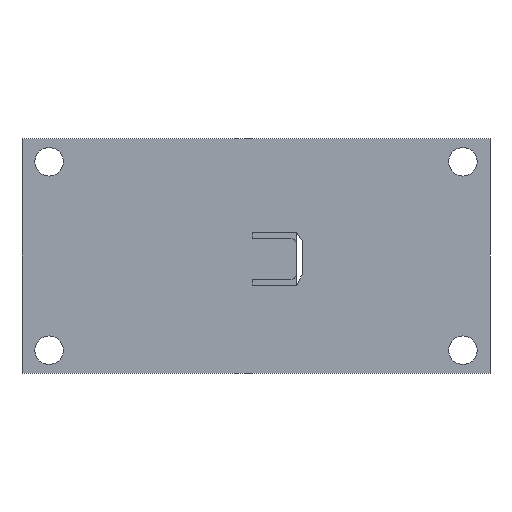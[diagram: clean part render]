
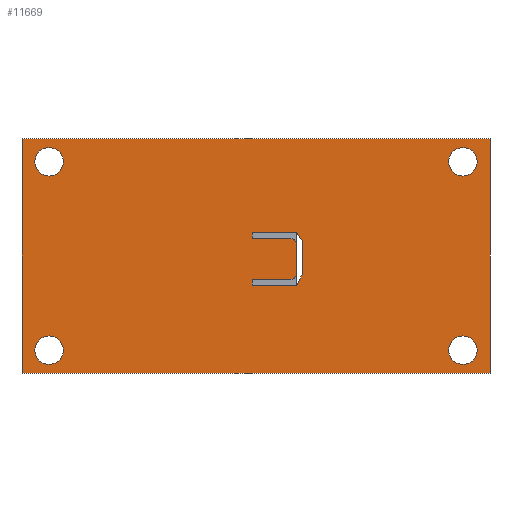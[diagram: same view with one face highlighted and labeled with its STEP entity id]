
A CAD part, front view. The second image highlights one B-rep face of the part: STEP entity #11669.
In plain terms, the highlighted planar face has unit normal (0, -1, 0).
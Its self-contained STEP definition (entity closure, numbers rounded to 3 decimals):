
#42=FACE_BOUND('',#1832,.T.);
#43=FACE_BOUND('',#1833,.T.);
#44=FACE_BOUND('',#1834,.T.);
#45=FACE_BOUND('',#1835,.T.);
#46=FACE_BOUND('',#1836,.T.);
#78=CIRCLE('',#12531,1.55);
#80=CIRCLE('',#12534,1.55);
#82=CIRCLE('',#12537,1.55);
#84=CIRCLE('',#12540,1.55);
#86=CIRCLE('',#12547,0.75);
#88=CIRCLE('',#12552,0.75);
#515=PLANE('',#12559);
#1134=FACE_OUTER_BOUND('',#1831,.T.);
#1831=EDGE_LOOP('',(#9046,#9047,#9048,#9049));
#1832=EDGE_LOOP('',(#9050));
#1833=EDGE_LOOP('',(#9051));
#1834=EDGE_LOOP('',(#9052));
#1835=EDGE_LOOP('',(#9053));
#1836=EDGE_LOOP('',(#9054,#9055,#9056,#9057,#9058,#9059,#9060,#9061,#9062,
#9063,#9064,#9065));
#2762=LINE('',#17459,#4196);
#2764=LINE('',#17463,#4198);
#2769=LINE('',#17472,#4203);
#2771=LINE('',#17475,#4205);
#2776=LINE('',#17490,#4210);
#2788=LINE('',#17518,#4222);
#2790=LINE('',#17523,#4224);
#2792=LINE('',#17526,#4226);
#2793=LINE('',#17529,#4227);
#2795=LINE('',#17533,#4229);
#2797=LINE('',#17537,#4231);
#2799=LINE('',#17541,#4233);
#2800=LINE('',#17543,#4234);
#2801=LINE('',#17544,#4235);
#4196=VECTOR('',#14111,10.);
#4198=VECTOR('',#14115,10.);
#4203=VECTOR('',#14122,10.);
#4205=VECTOR('',#14126,10.);
#4210=VECTOR('',#14139,10.);
#4222=VECTOR('',#14161,10.);
#4224=VECTOR('',#14165,10.);
#4226=VECTOR('',#14169,10.);
#4227=VECTOR('',#14172,10.);
#4229=VECTOR('',#14176,10.);
#4231=VECTOR('',#14180,10.);
#4233=VECTOR('',#14184,10.);
#4234=VECTOR('',#14185,10.);
#4235=VECTOR('',#14186,10.);
#5605=VERTEX_POINT('',#17431);
#5607=VERTEX_POINT('',#17437);
#5609=VERTEX_POINT('',#17443);
#5611=VERTEX_POINT('',#17449);
#5614=VERTEX_POINT('',#17456);
#5615=VERTEX_POINT('',#17458);
#5616=VERTEX_POINT('',#17462);
#5619=VERTEX_POINT('',#17470);
#5622=VERTEX_POINT('',#17480);
#5623=VERTEX_POINT('',#17482);
#5625=VERTEX_POINT('',#17488);
#5635=VERTEX_POINT('',#17512);
#5636=VERTEX_POINT('',#17516);
#5637=VERTEX_POINT('',#17520);
#5638=VERTEX_POINT('',#17522);
#5639=VERTEX_POINT('',#17528);
#5640=VERTEX_POINT('',#17532);
#5641=VERTEX_POINT('',#17536);
#5642=VERTEX_POINT('',#17540);
#5643=VERTEX_POINT('',#17542);
#6854=EDGE_CURVE('',#5605,#5605,#78,.T.);
#6857=EDGE_CURVE('',#5607,#5607,#80,.T.);
#6860=EDGE_CURVE('',#5609,#5609,#82,.T.);
#6863=EDGE_CURVE('',#5611,#5611,#84,.T.);
#6866=EDGE_CURVE('',#5615,#5614,#2762,.T.);
#6868=EDGE_CURVE('',#5616,#5615,#2764,.T.);
#6873=EDGE_CURVE('',#5614,#5619,#2769,.T.);
#6875=EDGE_CURVE('',#5619,#5616,#2771,.T.);
#6878=EDGE_CURVE('',#5622,#5623,#86,.T.);
#6882=EDGE_CURVE('',#5622,#5625,#2776,.T.);
#6893=EDGE_CURVE('',#5635,#5625,#88,.T.);
#6896=EDGE_CURVE('',#5635,#5636,#2788,.T.);
#6898=EDGE_CURVE('',#5638,#5637,#2790,.T.);
#6900=EDGE_CURVE('',#5636,#5638,#2792,.T.);
#6901=EDGE_CURVE('',#5639,#5623,#2793,.T.);
#6903=EDGE_CURVE('',#5640,#5639,#2795,.T.);
#6905=EDGE_CURVE('',#5641,#5640,#2797,.T.);
#6907=EDGE_CURVE('',#5637,#5642,#2799,.T.);
#6908=EDGE_CURVE('',#5642,#5643,#2800,.T.);
#6909=EDGE_CURVE('',#5643,#5641,#2801,.T.);
#9046=ORIENTED_EDGE('',*,*,#6866,.T.);
#9047=ORIENTED_EDGE('',*,*,#6873,.T.);
#9048=ORIENTED_EDGE('',*,*,#6875,.T.);
#9049=ORIENTED_EDGE('',*,*,#6868,.T.);
#9050=ORIENTED_EDGE('',*,*,#6854,.T.);
#9051=ORIENTED_EDGE('',*,*,#6857,.T.);
#9052=ORIENTED_EDGE('',*,*,#6860,.T.);
#9053=ORIENTED_EDGE('',*,*,#6863,.T.);
#9054=ORIENTED_EDGE('',*,*,#6878,.F.);
#9055=ORIENTED_EDGE('',*,*,#6882,.T.);
#9056=ORIENTED_EDGE('',*,*,#6893,.F.);
#9057=ORIENTED_EDGE('',*,*,#6896,.T.);
#9058=ORIENTED_EDGE('',*,*,#6900,.T.);
#9059=ORIENTED_EDGE('',*,*,#6898,.T.);
#9060=ORIENTED_EDGE('',*,*,#6907,.T.);
#9061=ORIENTED_EDGE('',*,*,#6908,.T.);
#9062=ORIENTED_EDGE('',*,*,#6909,.T.);
#9063=ORIENTED_EDGE('',*,*,#6905,.T.);
#9064=ORIENTED_EDGE('',*,*,#6903,.T.);
#9065=ORIENTED_EDGE('',*,*,#6901,.T.);
#11669=ADVANCED_FACE('',(#1134,#42,#43,#44,#45,#46),#515,.F.);
#12531=AXIS2_PLACEMENT_3D('',#17433,#14084,#14085);
#12534=AXIS2_PLACEMENT_3D('',#17439,#14091,#14092);
#12537=AXIS2_PLACEMENT_3D('',#17445,#14098,#14099);
#12540=AXIS2_PLACEMENT_3D('',#17451,#14105,#14106);
#12547=AXIS2_PLACEMENT_3D('',#17483,#14132,#14133);
#12552=AXIS2_PLACEMENT_3D('',#17513,#14155,#14156);
#12559=AXIS2_PLACEMENT_3D('',#17539,#14182,#14183);
#14084=DIRECTION('center_axis',(0.,1.,0.));
#14085=DIRECTION('ref_axis',(-1.,0.,0.));
#14091=DIRECTION('center_axis',(0.,1.,0.));
#14092=DIRECTION('ref_axis',(-1.,0.,0.));
#14098=DIRECTION('center_axis',(0.,1.,0.));
#14099=DIRECTION('ref_axis',(-1.,0.,0.));
#14105=DIRECTION('center_axis',(0.,1.,0.));
#14106=DIRECTION('ref_axis',(-1.,0.,0.));
#14111=DIRECTION('',(-1.,0.,0.));
#14115=DIRECTION('',(0.,0.,1.));
#14122=DIRECTION('',(0.,0.,-1.));
#14126=DIRECTION('',(1.,0.,0.));
#14132=DIRECTION('center_axis',(0.,1.,0.));
#14133=DIRECTION('ref_axis',(0.707,0.,-0.707));
#14139=DIRECTION('',(0.,0.,1.));
#14155=DIRECTION('center_axis',(0.,1.,0.));
#14156=DIRECTION('ref_axis',(0.707,0.,0.707));
#14161=DIRECTION('',(-1.,0.,0.));
#14165=DIRECTION('',(1.,0.,0.));
#14169=DIRECTION('',(0.,0.,1.));
#14172=DIRECTION('',(1.,0.,0.));
#14176=DIRECTION('',(0.,0.,1.));
#14180=DIRECTION('',(-1.,0.,0.));
#14182=DIRECTION('center_axis',(0.,1.,0.));
#14183=DIRECTION('ref_axis',(1.,0.,0.));
#14184=DIRECTION('',(0.559,0.,-0.829));
#14185=DIRECTION('',(0.,0.,-1.));
#14186=DIRECTION('',(-0.476,0.,-0.88));
#17431=CARTESIAN_POINT('',(49.05,0.,2.75));
#17433=CARTESIAN_POINT('Origin',(47.5,0.,2.75));
#17437=CARTESIAN_POINT('',(4.05,0.,23.25));
#17439=CARTESIAN_POINT('Origin',(2.5,0.,23.25));
#17443=CARTESIAN_POINT('',(49.05,0.,23.25));
#17445=CARTESIAN_POINT('Origin',(47.5,0.,23.25));
#17449=CARTESIAN_POINT('',(4.05,0.,2.75));
#17451=CARTESIAN_POINT('Origin',(2.5,0.,2.75));
#17456=CARTESIAN_POINT('',(-0.45,0.,25.75));
#17458=CARTESIAN_POINT('',(50.45,0.,25.75));
#17459=CARTESIAN_POINT('',(13.25,0.,25.75));
#17462=CARTESIAN_POINT('',(50.45,0.,0.25));
#17463=CARTESIAN_POINT('',(50.45,0.,18.75));
#17470=CARTESIAN_POINT('',(-0.45,0.,0.25));
#17472=CARTESIAN_POINT('',(-0.45,0.,7.25));
#17475=CARTESIAN_POINT('',(36.75,0.,0.25));
#17480=CARTESIAN_POINT('',(29.41,0.,11.18));
#17482=CARTESIAN_POINT('',(28.66,0.,10.43));
#17483=CARTESIAN_POINT('Origin',(28.66,0.,11.18));
#17488=CARTESIAN_POINT('',(29.41,0.,14.18));
#17490=CARTESIAN_POINT('',(29.41,0.,14.265));
#17512=CARTESIAN_POINT('',(28.66,0.,14.93));
#17513=CARTESIAN_POINT('Origin',(28.66,0.,14.18));
#17516=CARTESIAN_POINT('',(24.61,0.,14.93));
#17518=CARTESIAN_POINT('',(27.205,0.,14.93));
#17520=CARTESIAN_POINT('',(29.41,0.,15.53));
#17522=CARTESIAN_POINT('',(24.61,0.,15.53));
#17523=CARTESIAN_POINT('',(24.805,0.,15.53));
#17526=CARTESIAN_POINT('',(24.61,0.,13.965));
#17528=CARTESIAN_POINT('',(24.61,0.,10.43));
#17529=CARTESIAN_POINT('',(24.805,0.,10.43));
#17532=CARTESIAN_POINT('',(24.61,0.,9.83));
#17533=CARTESIAN_POINT('',(24.61,0.,11.415));
#17536=CARTESIAN_POINT('',(29.41,0.,9.83));
#17537=CARTESIAN_POINT('',(27.205,0.,9.83));
#17539=CARTESIAN_POINT('Origin',(25.,0.,13.));
#17540=CARTESIAN_POINT('',(30.01,0.,14.64));
#17541=CARTESIAN_POINT('',(29.607,0.,15.237));
#17542=CARTESIAN_POINT('',(30.01,0.,10.94));
#17543=CARTESIAN_POINT('',(30.01,0.,11.97));
#17544=CARTESIAN_POINT('',(29.574,0.,10.134));
